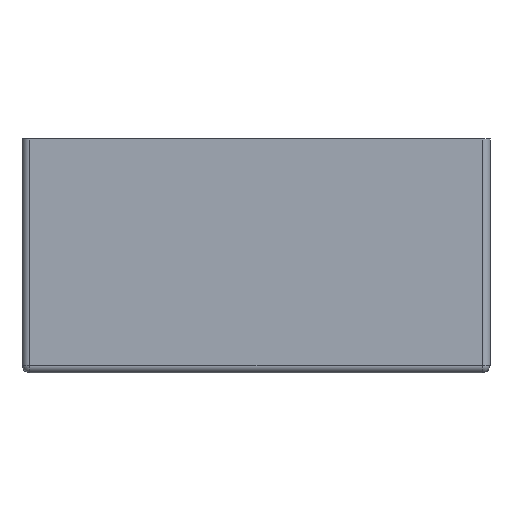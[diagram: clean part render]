
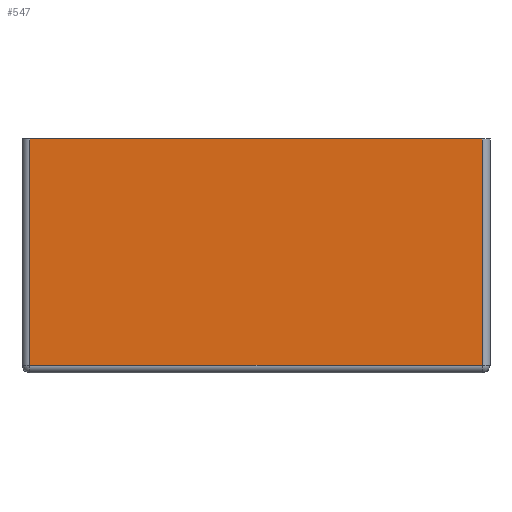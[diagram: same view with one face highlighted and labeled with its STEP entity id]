
A CAD part, front view. The second image highlights one B-rep face of the part: STEP entity #547.
In plain terms, the highlighted planar face has unit normal (0, -1, 0).
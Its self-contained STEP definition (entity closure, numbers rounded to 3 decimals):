
#45=PLANE('',#619);
#47=LINE('',#827,#83);
#50=LINE('',#841,#86);
#62=LINE('',#879,#98);
#80=LINE('',#952,#116);
#83=VECTOR('',#645,10.);
#86=VECTOR('',#660,10.);
#98=VECTOR('',#704,10.);
#116=VECTOR('',#790,10.);
#167=FACE_OUTER_BOUND('',#212,.T.);
#212=EDGE_LOOP('',(#499,#500,#501,#502));
#255=VERTEX_POINT('',#820);
#257=VERTEX_POINT('',#825);
#258=VERTEX_POINT('',#830);
#261=VERTEX_POINT('',#837);
#301=EDGE_CURVE('',#257,#255,#47,.T.);
#308=EDGE_CURVE('',#258,#261,#50,.T.);
#328=EDGE_CURVE('',#255,#258,#62,.T.);
#363=EDGE_CURVE('',#261,#257,#80,.T.);
#499=ORIENTED_EDGE('',*,*,#301,.F.);
#500=ORIENTED_EDGE('',*,*,#363,.F.);
#501=ORIENTED_EDGE('',*,*,#308,.F.);
#502=ORIENTED_EDGE('',*,*,#328,.F.);
#547=ADVANCED_FACE('',(#167),#45,.T.);
#619=AXIS2_PLACEMENT_3D('',#956,#795,#796);
#645=DIRECTION('',(0.,0.,-1.));
#660=DIRECTION('',(0.,0.,1.));
#704=DIRECTION('',(-1.,0.,0.));
#790=DIRECTION('',(1.,0.,0.));
#795=DIRECTION('center_axis',(0.,-1.,0.));
#796=DIRECTION('ref_axis',(-1.,0.,0.));
#820=CARTESIAN_POINT('',(59.957,-20.,-27.71));
#825=CARTESIAN_POINT('',(59.957,-20.,-13.21));
#827=CARTESIAN_POINT('',(59.957,-20.,-13.21));
#830=CARTESIAN_POINT('',(30.957,-20.,-27.71));
#837=CARTESIAN_POINT('',(30.957,-20.,-13.21));
#841=CARTESIAN_POINT('',(30.957,-20.,-13.21));
#879=CARTESIAN_POINT('',(52.957,-20.,-27.71));
#952=CARTESIAN_POINT('',(30.457,-20.,-13.21));
#956=CARTESIAN_POINT('Origin',(60.457,-20.,-13.21));
